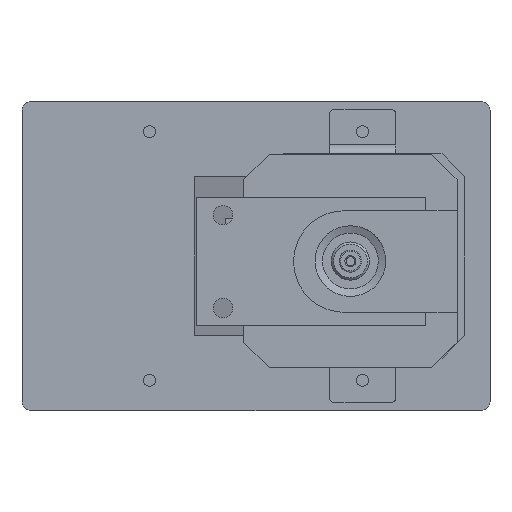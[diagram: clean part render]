
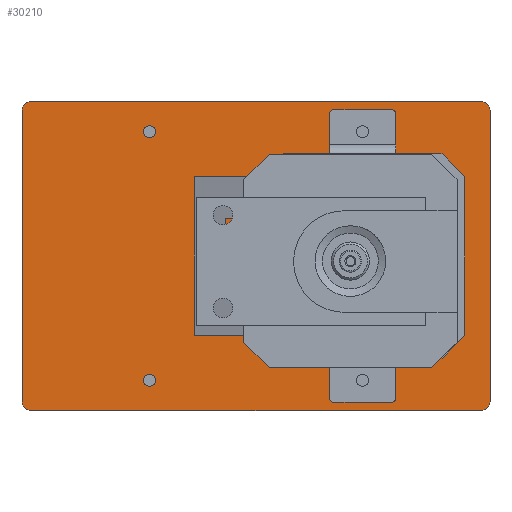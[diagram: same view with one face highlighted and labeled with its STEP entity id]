
A CAD part, front view. The second image highlights one B-rep face of the part: STEP entity #30210.
In plain terms, the highlighted planar face has unit normal (0, -1, 0).
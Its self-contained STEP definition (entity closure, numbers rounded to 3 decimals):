
#2783=FACE_BOUND('',#7377,.T.);
#2784=FACE_BOUND('',#7378,.T.);
#2785=FACE_BOUND('',#7379,.T.);
#2786=FACE_BOUND('',#7380,.T.);
#4229=CIRCLE('',#32960,1.375);
#4230=CIRCLE('',#32962,1.375);
#4231=CIRCLE('',#32964,1.375);
#4232=CIRCLE('',#32966,1.375);
#4257=CIRCLE('',#33032,2.);
#4258=CIRCLE('',#33033,2.);
#4259=CIRCLE('',#33034,2.);
#4260=CIRCLE('',#33035,2.);
#5925=FACE_OUTER_BOUND('',#7376,.T.);
#7376=EDGE_LOOP('',(#27966,#27967,#27968,#27969,#27970,#27971,#27972,#27973));
#7377=EDGE_LOOP('',(#27974));
#7378=EDGE_LOOP('',(#27975));
#7379=EDGE_LOOP('',(#27976));
#7380=EDGE_LOOP('',(#27977));
#10365=LINE('',#57954,#13411);
#10366=LINE('',#57958,#13412);
#10367=LINE('',#57962,#13413);
#10368=LINE('',#57965,#13414);
#13411=VECTOR('',#41353,10.);
#13412=VECTOR('',#41356,10.);
#13413=VECTOR('',#41359,10.);
#13414=VECTOR('',#41362,10.);
#17633=VERTEX_POINT('',#57763);
#17634=VERTEX_POINT('',#57767);
#17635=VERTEX_POINT('',#57771);
#17636=VERTEX_POINT('',#57775);
#17683=VERTEX_POINT('',#57950);
#17684=VERTEX_POINT('',#57951);
#17685=VERTEX_POINT('',#57953);
#17686=VERTEX_POINT('',#57955);
#17687=VERTEX_POINT('',#57957);
#17688=VERTEX_POINT('',#57959);
#17689=VERTEX_POINT('',#57961);
#17690=VERTEX_POINT('',#57963);
#22205=EDGE_CURVE('',#17633,#17633,#4229,.T.);
#22207=EDGE_CURVE('',#17634,#17634,#4230,.T.);
#22209=EDGE_CURVE('',#17635,#17635,#4231,.T.);
#22211=EDGE_CURVE('',#17636,#17636,#4232,.T.);
#22298=EDGE_CURVE('',#17683,#17684,#4257,.T.);
#22299=EDGE_CURVE('',#17684,#17685,#10365,.T.);
#22300=EDGE_CURVE('',#17685,#17686,#4258,.T.);
#22301=EDGE_CURVE('',#17686,#17687,#10366,.T.);
#22302=EDGE_CURVE('',#17687,#17688,#4259,.T.);
#22303=EDGE_CURVE('',#17688,#17689,#10367,.T.);
#22304=EDGE_CURVE('',#17689,#17690,#4260,.T.);
#22305=EDGE_CURVE('',#17690,#17683,#10368,.T.);
#27966=ORIENTED_EDGE('',*,*,#22298,.T.);
#27967=ORIENTED_EDGE('',*,*,#22299,.T.);
#27968=ORIENTED_EDGE('',*,*,#22300,.T.);
#27969=ORIENTED_EDGE('',*,*,#22301,.T.);
#27970=ORIENTED_EDGE('',*,*,#22302,.T.);
#27971=ORIENTED_EDGE('',*,*,#22303,.T.);
#27972=ORIENTED_EDGE('',*,*,#22304,.T.);
#27973=ORIENTED_EDGE('',*,*,#22305,.T.);
#27974=ORIENTED_EDGE('',*,*,#22205,.T.);
#27975=ORIENTED_EDGE('',*,*,#22207,.T.);
#27976=ORIENTED_EDGE('',*,*,#22209,.T.);
#27977=ORIENTED_EDGE('',*,*,#22211,.T.);
#28987=PLANE('',#33031);
#30210=ADVANCED_FACE('',(#5925,#2783,#2784,#2785,#2786),#28987,.T.);
#32960=AXIS2_PLACEMENT_3D('',#57764,#41142,#41143);
#32962=AXIS2_PLACEMENT_3D('',#57768,#41147,#41148);
#32964=AXIS2_PLACEMENT_3D('',#57772,#41152,#41153);
#32966=AXIS2_PLACEMENT_3D('',#57776,#41157,#41158);
#33031=AXIS2_PLACEMENT_3D('',#57949,#41349,#41350);
#33032=AXIS2_PLACEMENT_3D('',#57952,#41351,#41352);
#33033=AXIS2_PLACEMENT_3D('',#57956,#41354,#41355);
#33034=AXIS2_PLACEMENT_3D('',#57960,#41357,#41358);
#33035=AXIS2_PLACEMENT_3D('',#57964,#41360,#41361);
#41142=DIRECTION('center_axis',(0.,1.,0.));
#41143=DIRECTION('ref_axis',(1.,0.,0.));
#41147=DIRECTION('center_axis',(0.,1.,0.));
#41148=DIRECTION('ref_axis',(1.,0.,0.));
#41152=DIRECTION('center_axis',(0.,1.,0.));
#41153=DIRECTION('ref_axis',(1.,0.,0.));
#41157=DIRECTION('center_axis',(0.,1.,0.));
#41158=DIRECTION('ref_axis',(1.,0.,0.));
#41349=DIRECTION('center_axis',(0.,-1.,0.));
#41350=DIRECTION('ref_axis',(1.,0.,0.));
#41351=DIRECTION('center_axis',(0.,-1.,0.));
#41352=DIRECTION('ref_axis',(0.,0.,1.));
#41353=DIRECTION('',(0.,0.,-1.));
#41354=DIRECTION('center_axis',(0.,-1.,0.));
#41355=DIRECTION('ref_axis',(-1.,0.,0.));
#41356=DIRECTION('',(1.,0.,0.));
#41357=DIRECTION('center_axis',(0.,-1.,0.));
#41358=DIRECTION('ref_axis',(0.,0.,-1.));
#41359=DIRECTION('',(0.,0.,1.));
#41360=DIRECTION('center_axis',(0.,-1.,0.));
#41361=DIRECTION('ref_axis',(1.,0.,0.));
#41362=DIRECTION('',(-1.,0.,0.));
#57763=CARTESIAN_POINT('',(72.775,-8.,59.8));
#57764=CARTESIAN_POINT('Origin',(74.15,-8.,59.8));
#57767=CARTESIAN_POINT('',(24.475,-8.,3.5));
#57768=CARTESIAN_POINT('Origin',(25.85,-8.,3.5));
#57771=CARTESIAN_POINT('',(24.475,-8.,59.8));
#57772=CARTESIAN_POINT('Origin',(25.85,-8.,59.8));
#57775=CARTESIAN_POINT('',(72.775,-8.,3.5));
#57776=CARTESIAN_POINT('Origin',(74.15,-8.,3.5));
#57949=CARTESIAN_POINT('Origin',(50.,-8.,31.65));
#57950=CARTESIAN_POINT('',(-1.,-8.,66.65));
#57951=CARTESIAN_POINT('',(-3.,-8.,64.65));
#57952=CARTESIAN_POINT('Origin',(-1.,-8.,64.65));
#57953=CARTESIAN_POINT('',(-3.,-8.,-1.35));
#57954=CARTESIAN_POINT('',(-3.,-8.,64.65));
#57955=CARTESIAN_POINT('',(-1.,-8.,-3.35));
#57956=CARTESIAN_POINT('Origin',(-1.,-8.,-1.35));
#57957=CARTESIAN_POINT('',(101.,-8.,-3.35));
#57958=CARTESIAN_POINT('',(-1.,-8.,-3.35));
#57959=CARTESIAN_POINT('',(103.,-8.,-1.35));
#57960=CARTESIAN_POINT('Origin',(101.,-8.,-1.35));
#57961=CARTESIAN_POINT('',(103.,-8.,64.65));
#57962=CARTESIAN_POINT('',(103.,-8.,-1.35));
#57963=CARTESIAN_POINT('',(101.,-8.,66.65));
#57964=CARTESIAN_POINT('Origin',(101.,-8.,64.65));
#57965=CARTESIAN_POINT('',(101.,-8.,66.65));
